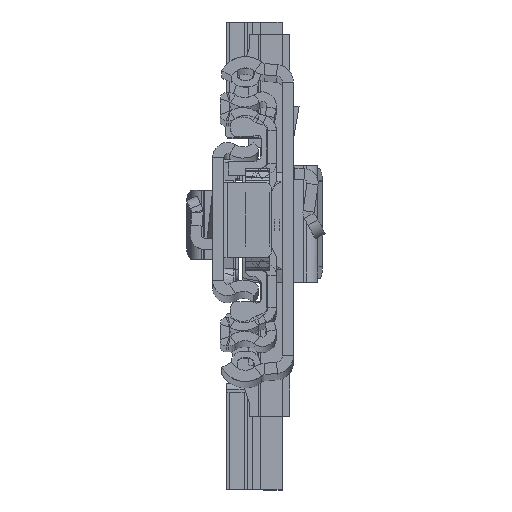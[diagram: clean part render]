
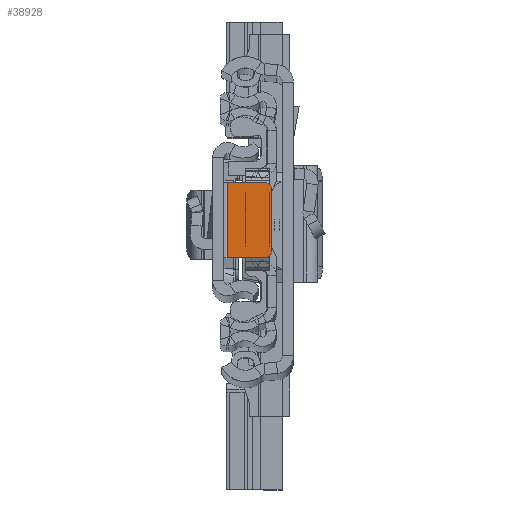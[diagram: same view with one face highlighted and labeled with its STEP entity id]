
A CAD part, top view. The second image highlights one B-rep face of the part: STEP entity #38928.
In plain terms, the highlighted planar face has unit normal (0, 0, 1).
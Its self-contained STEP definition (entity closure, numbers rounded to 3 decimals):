
#256 = FACE_OUTER_BOUND ( 'NONE', #5635, .T. ) ;
#720 = CARTESIAN_POINT ( 'NONE',  ( -9.4, 5.151, -6.8 ) ) ;
#743 = CARTESIAN_POINT ( 'NONE',  ( -9.4, 6.151, -6.8 ) ) ;
#1886 = DIRECTION ( 'NONE',  ( 0., 0., 1. ) ) ;
#2153 = VERTEX_POINT ( 'NONE', #12669 ) ;
#3261 = LINE ( 'NONE', #24991, #31431 ) ;
#4336 = EDGE_CURVE ( 'NONE', #11201, #19649, #16274, .T. ) ;
#5475 = EDGE_CURVE ( 'NONE', #19649, #10823, #11503, .T. ) ;
#5539 = CIRCLE ( 'NONE', #18787, 1. ) ;
#5635 = EDGE_LOOP ( 'NONE', ( #15290, #10773, #36561, #24168, #27737, #34483 ) ) ;
#5897 = CIRCLE ( 'NONE', #34922, 1. ) ;
#7555 = DIRECTION ( 'NONE',  ( 1., 0., 0. ) ) ;
#8203 = DIRECTION ( 'NONE',  ( 1., 0., 0. ) ) ;
#8978 = DIRECTION ( 'NONE',  ( 0., 0., 1. ) ) ;
#9068 = VERTEX_POINT ( 'NONE', #31208 ) ;
#9792 = AXIS2_PLACEMENT_3D ( 'NONE', #21438, #8978, #35846 ) ;
#10091 = VERTEX_POINT ( 'NONE', #720 ) ;
#10558 = DIRECTION ( 'NONE',  ( 1., 0., 0. ) ) ;
#10773 = ORIENTED_EDGE ( 'NONE', *, *, #27638, .T. ) ;
#10823 = VERTEX_POINT ( 'NONE', #36616 ) ;
#11201 = VERTEX_POINT ( 'NONE', #15388 ) ;
#11300 = DIRECTION ( 'NONE',  ( 0., -1., 0. ) ) ;
#11503 = LINE ( 'NONE', #26333, #31265 ) ;
#12669 = CARTESIAN_POINT ( 'NONE',  ( -8.4, -5.849, -6.8 ) ) ;
#12791 = DIRECTION ( 'NONE',  ( 0., 1., 0. ) ) ;
#15290 = ORIENTED_EDGE ( 'NONE', *, *, #27546, .F. ) ;
#15388 = CARTESIAN_POINT ( 'NONE',  ( -8.4, 6.151, -6.8 ) ) ;
#16274 = LINE ( 'NONE', #22844, #22191 ) ;
#18470 = DIRECTION ( 'NONE',  ( -1., 0., 0. ) ) ;
#18787 = AXIS2_PLACEMENT_3D ( 'NONE', #34630, #19629, #7555 ) ;
#19629 = DIRECTION ( 'NONE',  ( 0., 0., 1. ) ) ;
#19649 = VERTEX_POINT ( 'NONE', #32122 ) ;
#21122 = LINE ( 'NONE', #743, #33323 ) ;
#21438 = CARTESIAN_POINT ( 'NONE',  ( 0., 0., -6.8 ) ) ;
#22191 = VECTOR ( 'NONE', #10558, 1000. ) ;
#22844 = CARTESIAN_POINT ( 'NONE',  ( -1.8, 6.151, -6.8 ) ) ;
#24168 = ORIENTED_EDGE ( 'NONE', *, *, #5475, .F. ) ;
#24395 = EDGE_CURVE ( 'NONE', #11201, #10091, #5897, .T. ) ;
#24991 = CARTESIAN_POINT ( 'NONE',  ( -9.4, -5.849, -6.8 ) ) ;
#26333 = CARTESIAN_POINT ( 'NONE',  ( -2.3, 6.151, -6.8 ) ) ;
#26774 = PLANE ( 'NONE',  #9792 ) ;
#27546 = EDGE_CURVE ( 'NONE', #9068, #10091, #21122, .T. ) ;
#27638 = EDGE_CURVE ( 'NONE', #9068, #2153, #5539, .T. ) ;
#27737 = ORIENTED_EDGE ( 'NONE', *, *, #4336, .F. ) ;
#29345 = EDGE_CURVE ( 'NONE', #10823, #2153, #3261, .T. ) ;
#29753 = CARTESIAN_POINT ( 'NONE',  ( -8.4, 5.151, -6.8 ) ) ;
#31208 = CARTESIAN_POINT ( 'NONE',  ( -9.4, -4.849, -6.8 ) ) ;
#31265 = VECTOR ( 'NONE', #11300, 1000. ) ;
#31431 = VECTOR ( 'NONE', #18470, 1000. ) ;
#32122 = CARTESIAN_POINT ( 'NONE',  ( -2.3, 6.151, -6.8 ) ) ;
#33323 = VECTOR ( 'NONE', #12791, 1000. ) ;
#34483 = ORIENTED_EDGE ( 'NONE', *, *, #24395, .T. ) ;
#34630 = CARTESIAN_POINT ( 'NONE',  ( -8.4, -4.849, -6.8 ) ) ;
#34922 = AXIS2_PLACEMENT_3D ( 'NONE', #29753, #1886, #8203 ) ;
#35846 = DIRECTION ( 'NONE',  ( 1., 0., 0. ) ) ;
#36561 = ORIENTED_EDGE ( 'NONE', *, *, #29345, .F. ) ;
#36616 = CARTESIAN_POINT ( 'NONE',  ( -2.3, -5.849, -6.8 ) ) ;
#38928 = ADVANCED_FACE ( 'NONE', ( #256 ), #26774, .T. ) ;
